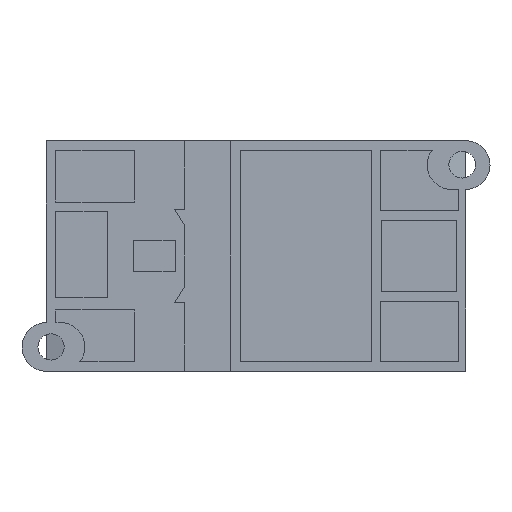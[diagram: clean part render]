
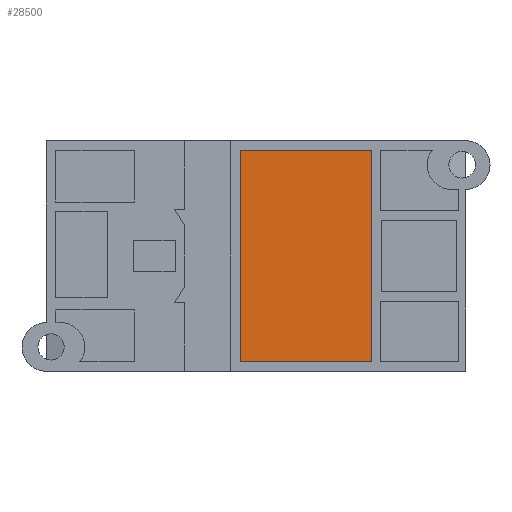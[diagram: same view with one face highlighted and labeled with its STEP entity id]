
A CAD part, left-side view. The second image highlights one B-rep face of the part: STEP entity #28500.
In plain terms, the highlighted planar face has unit normal (-1, 0, 0).
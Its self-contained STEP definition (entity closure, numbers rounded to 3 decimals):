
#1073 = ORIENTED_EDGE ( 'NONE', *, *, #11831, .T. ) ;
#2694 = CARTESIAN_POINT ( 'NONE',  ( -46., -22.005, 20.2 ) ) ;
#4349 = LINE ( 'NONE', #16920, #25418 ) ;
#4932 = DIRECTION ( 'NONE',  ( 0., 0., -1. ) ) ;
#5244 = VERTEX_POINT ( 'NONE', #22671 ) ;
#6770 = CARTESIAN_POINT ( 'NONE',  ( -46., 2.995, 20.2 ) ) ;
#6972 = ORIENTED_EDGE ( 'NONE', *, *, #7012, .T. ) ;
#7012 = EDGE_CURVE ( 'NONE', #17657, #9566, #9779, .T. ) ;
#8931 = AXIS2_PLACEMENT_3D ( 'NONE', #6770, #26198, #11489 ) ;
#9078 = PLANE ( 'NONE',  #8931 ) ;
#9566 = VERTEX_POINT ( 'NONE', #14379 ) ;
#9779 = LINE ( 'NONE', #22941, #30469 ) ;
#11030 = DIRECTION ( 'NONE',  ( 0., 1., 0. ) ) ;
#11489 = DIRECTION ( 'NONE',  ( 0., 0., -1. ) ) ;
#11780 = DIRECTION ( 'NONE',  ( 0., -1., 0. ) ) ;
#11831 = EDGE_CURVE ( 'NONE', #21398, #5244, #13933, .T. ) ;
#12408 = VECTOR ( 'NONE', #11780, 1000. ) ;
#13734 = VECTOR ( 'NONE', #29254, 1000. ) ;
#13933 = LINE ( 'NONE', #16730, #12408 ) ;
#14379 = CARTESIAN_POINT ( 'NONE',  ( -46., 2.995, 20.2 ) ) ;
#16351 = EDGE_CURVE ( 'NONE', #5244, #17657, #21251, .T. ) ;
#16730 = CARTESIAN_POINT ( 'NONE',  ( -46., 2.995, -20.2 ) ) ;
#16920 = CARTESIAN_POINT ( 'NONE',  ( -46., 2.995, -20.2 ) ) ;
#17657 = VERTEX_POINT ( 'NONE', #2694 ) ;
#19267 = EDGE_LOOP ( 'NONE', ( #22301, #1073, #19529, #6972 ) ) ;
#19529 = ORIENTED_EDGE ( 'NONE', *, *, #16351, .T. ) ;
#21251 = LINE ( 'NONE', #21699, #13734 ) ;
#21398 = VERTEX_POINT ( 'NONE', #23449 ) ;
#21699 = CARTESIAN_POINT ( 'NONE',  ( -46., -22.005, -20.2 ) ) ;
#22301 = ORIENTED_EDGE ( 'NONE', *, *, #30807, .T. ) ;
#22671 = CARTESIAN_POINT ( 'NONE',  ( -46., -22.005, -20.2 ) ) ;
#22941 = CARTESIAN_POINT ( 'NONE',  ( -46., 2.995, 20.2 ) ) ;
#23449 = CARTESIAN_POINT ( 'NONE',  ( -46., 2.995, -20.2 ) ) ;
#25418 = VECTOR ( 'NONE', #4932, 1000. ) ;
#26198 = DIRECTION ( 'NONE',  ( 1., 0., 0. ) ) ;
#27384 = FACE_OUTER_BOUND ( 'NONE', #19267, .T. ) ;
#28500 = ADVANCED_FACE ( 'NONE', ( #27384 ), #9078, .F. ) ;
#29254 = DIRECTION ( 'NONE',  ( 0., 0., 1. ) ) ;
#30469 = VECTOR ( 'NONE', #11030, 1000. ) ;
#30807 = EDGE_CURVE ( 'NONE', #9566, #21398, #4349, .T. ) ;
